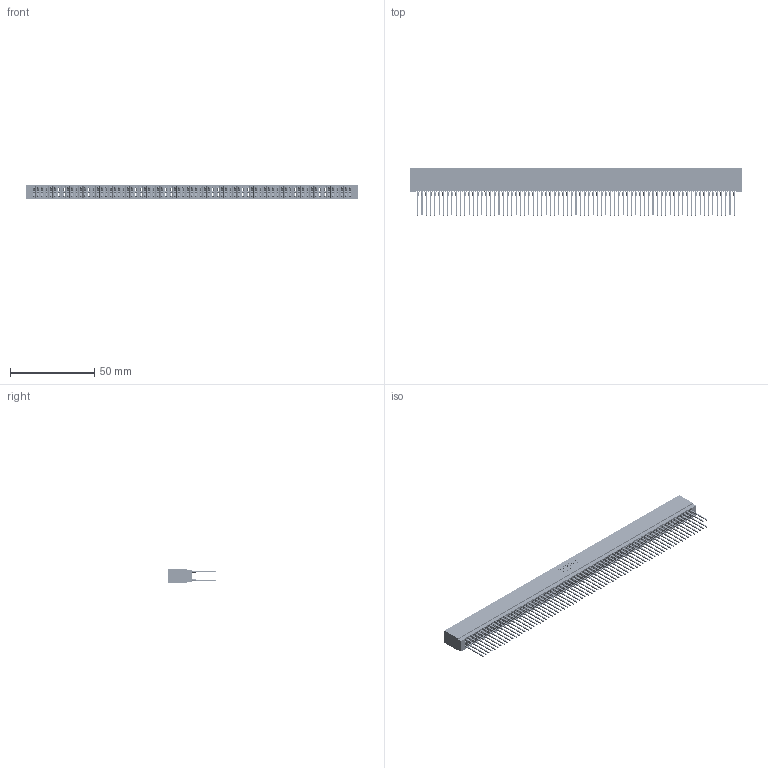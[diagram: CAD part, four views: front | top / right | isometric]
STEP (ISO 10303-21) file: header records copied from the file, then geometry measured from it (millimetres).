
FILE_DESCRIPTION (( 'STEP AP203' ), '1' );
FILE_NAME ('725-150-540-201.STEP', '2026-02-25T22:23:47', ( '' ), ( '' ), 'SwSTEP 2.0', 'SolidWorks 2023', '' );
FILE_SCHEMA (( 'CONFIG_CONTROL_DESIGN' ));
Products named in the file (3): 725 Part_Insulator Option - 01; 725-150-540-201; 745-292-001_540
Assembly tree (151 placements, depth 2):
  725-150-540-201
    725 Part_Insulator Option - 01
    745-292-001_540  x150
Bounding box: 197.1 x 28.21 x 8.89 mm (x, y, z)
Volume: 15907.4 mm3; surface area: 36047.3 mm2
Topology: 151 solids, 151 shells, 13520 faces, 36329 edges, 22818 vertices
Faces by surface type: plane 6955, bspline 3000, cylinder 2665, torus 900
Entity records: 121723 total; most frequent: CARTESIAN_POINT 21603, ORIENTED_EDGE 21104, DIRECTION 18410, EDGE_CURVE 10552, LINE 9920, VECTOR 9920, VERTEX_POINT 6726, AXIS2_PLACEMENT_3D 4245
